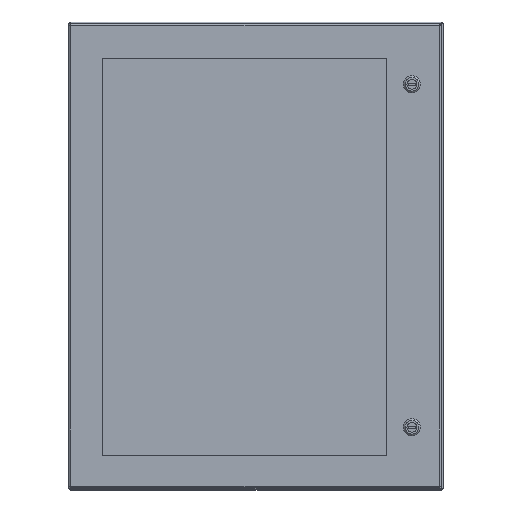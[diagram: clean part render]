
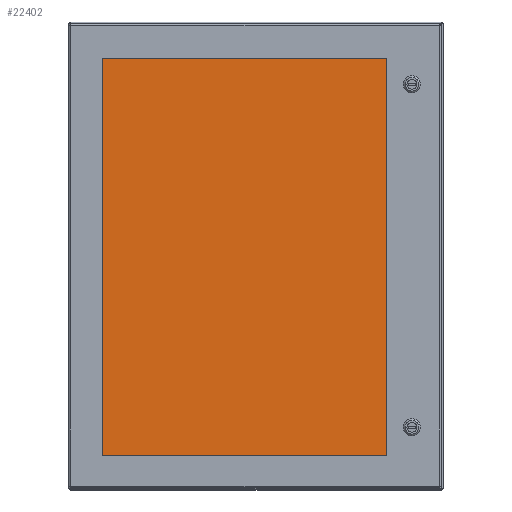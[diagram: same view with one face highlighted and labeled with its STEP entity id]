
A CAD part, top view. The second image highlights one B-rep face of the part: STEP entity #22402.
In plain terms, the highlighted planar face has unit normal (0, 0, 1).
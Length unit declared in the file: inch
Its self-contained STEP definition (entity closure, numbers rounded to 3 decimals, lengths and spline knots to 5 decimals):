
#22260=CARTESIAN_POINT('',(0.0,0.0,0.25));
#22261=VERTEX_POINT('',#22260);
#22262=CARTESIAN_POINT('',(0.,26.5,0.25));
#22263=VERTEX_POINT('',#22262);
#22264=CARTESIAN_POINT('',(0.0,0.0,0.25));
#22265=DIRECTION('',(0.0,1.0,0.0));
#22266=VECTOR('',#22265,26.5);
#22267=LINE('',#22264,#22266);
#22268=EDGE_CURVE('',#22261,#22263,#22267,.T.);
#22300=CARTESIAN_POINT('',(19.25,26.5,0.25));
#22301=VERTEX_POINT('',#22300);
#22302=CARTESIAN_POINT('',(0.,26.5,0.25));
#22303=DIRECTION('',(1.0,0.0,0.0));
#22304=VECTOR('',#22303,19.25);
#22305=LINE('',#22302,#22304);
#22306=EDGE_CURVE('',#22263,#22301,#22305,.T.);
#22331=CARTESIAN_POINT('',(19.25,0.,0.25));
#22332=VERTEX_POINT('',#22331);
#22333=CARTESIAN_POINT('',(19.25,26.5,0.25));
#22334=DIRECTION('',(0.0,-1.0,0.0));
#22335=VECTOR('',#22334,26.5);
#22336=LINE('',#22333,#22335);
#22337=EDGE_CURVE('',#22301,#22332,#22336,.T.);
#22362=CARTESIAN_POINT('',(19.25,0.,0.25));
#22363=DIRECTION('',(-1.0,0.0,0.0));
#22364=VECTOR('',#22363,19.25);
#22365=LINE('',#22362,#22364);
#22366=EDGE_CURVE('',#22332,#22261,#22365,.T.);
#22391=CARTESIAN_POINT('',(9.625,13.25,0.25));
#22392=DIRECTION('',(0.0,0.0,1.0));
#22393=DIRECTION('',(1.0,0.0,0.0));
#22394=AXIS2_PLACEMENT_3D('',#22391,#22392,#22393);
#22395=PLANE('',#22394);
#22396=ORIENTED_EDGE('',*,*,#22268,.F.);
#22397=ORIENTED_EDGE('',*,*,#22366,.F.);
#22398=ORIENTED_EDGE('',*,*,#22337,.F.);
#22399=ORIENTED_EDGE('',*,*,#22306,.F.);
#22400=EDGE_LOOP('',(#22396,#22397,#22398,#22399));
#22401=FACE_OUTER_BOUND('',#22400,.T.);
#22402=ADVANCED_FACE('',(#22401),#22395,.T.);
